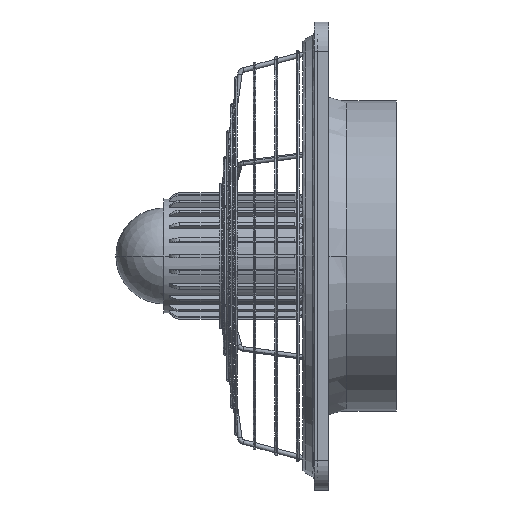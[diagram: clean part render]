
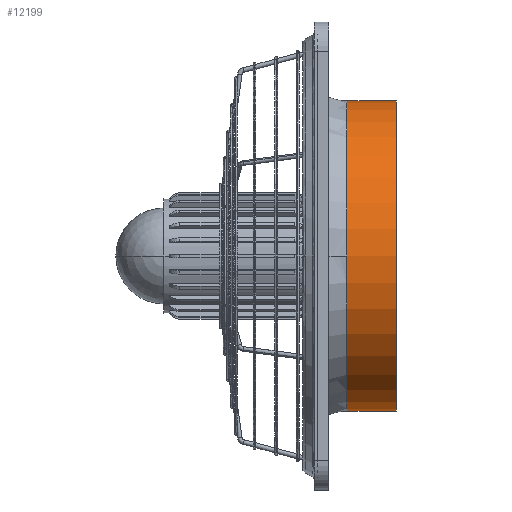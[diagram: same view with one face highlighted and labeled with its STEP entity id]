
A CAD part, front view. The second image highlights one B-rep face of the part: STEP entity #12199.
In plain terms, the highlighted cylindrical face has radius 132.5 mm (diameter 265 mm), a partial arc.
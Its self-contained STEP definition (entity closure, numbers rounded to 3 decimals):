
#869 = CARTESIAN_POINT ( 'NONE',  ( 63.1, -218.061, 0. ) ) ;
#2187 = CARTESIAN_POINT ( 'NONE',  ( 63.1, -85.561, -132.5 ) ) ;
#2358 = DIRECTION ( 'NONE',  ( 1., 0., 0. ) ) ;
#2519 = CARTESIAN_POINT ( 'NONE',  ( 63.1, -85.561, 132.5 ) ) ;
#3025 = CIRCLE ( 'NONE', #16139, 132.5 ) ;
#3534 = ORIENTED_EDGE ( 'NONE', *, *, #20600, .F. ) ;
#3712 = VERTEX_POINT ( 'NONE', #28524 ) ;
#4794 = CARTESIAN_POINT ( 'NONE',  ( 84.1, -85.561, -132.5 ) ) ;
#5064 = LINE ( 'NONE', #4794, #25678 ) ;
#5835 = DIRECTION ( 'NONE',  ( 1., 0., 0. ) ) ;
#6446 = DIRECTION ( 'NONE',  ( 0., 0., 1. ) ) ;
#7218 = VECTOR ( 'NONE', #2358, 1000. ) ;
#7487 = VERTEX_POINT ( 'NONE', #869 ) ;
#8294 = DIRECTION ( 'NONE',  ( 0., -1., 0. ) ) ;
#9544 = ORIENTED_EDGE ( 'NONE', *, *, #26895, .T. ) ;
#9569 = DIRECTION ( 'NONE',  ( 0., -1., 0. ) ) ;
#9648 = AXIS2_PLACEMENT_3D ( 'NONE', #20458, #11856, #9569 ) ;
#9715 = VERTEX_POINT ( 'NONE', #2519 ) ;
#10654 = ORIENTED_EDGE ( 'NONE', *, *, #15119, .T. ) ;
#11841 = EDGE_CURVE ( 'NONE', #7487, #17180, #27685, .T. ) ;
#11856 = DIRECTION ( 'NONE',  ( 1., 0., 0. ) ) ;
#12199 = ADVANCED_FACE ( 'NONE', ( #22862 ), #21145, .T. ) ;
#12512 = DIRECTION ( 'NONE',  ( 1., 0., 0. ) ) ;
#13789 = DIRECTION ( 'NONE',  ( 1., 0., 0. ) ) ;
#14143 = EDGE_CURVE ( 'NONE', #9715, #3712, #15128, .T. ) ;
#14644 = CARTESIAN_POINT ( 'NONE',  ( 63.1, -85.561, 0. ) ) ;
#14707 = DIRECTION ( 'NONE',  ( 1., 0., 0. ) ) ;
#14731 = AXIS2_PLACEMENT_3D ( 'NONE', #25710, #12512, #6446 ) ;
#15119 = EDGE_CURVE ( 'NONE', #17180, #16991, #5064, .T. ) ;
#15128 = LINE ( 'NONE', #22007, #7218 ) ;
#16139 = AXIS2_PLACEMENT_3D ( 'NONE', #23933, #14707, #19521 ) ;
#16991 = VERTEX_POINT ( 'NONE', #19669 ) ;
#17180 = VERTEX_POINT ( 'NONE', #2187 ) ;
#18905 = EDGE_LOOP ( 'NONE', ( #9544, #23044, #10654, #3534, #20494 ) ) ;
#19346 = AXIS2_PLACEMENT_3D ( 'NONE', #14644, #5835, #8294 ) ;
#19521 = DIRECTION ( 'NONE',  ( 0., 0., 1. ) ) ;
#19669 = CARTESIAN_POINT ( 'NONE',  ( 105.1, -85.561, -132.5 ) ) ;
#20458 = CARTESIAN_POINT ( 'NONE',  ( 63.1, -85.561, 0. ) ) ;
#20494 = ORIENTED_EDGE ( 'NONE', *, *, #14143, .F. ) ;
#20600 = EDGE_CURVE ( 'NONE', #3712, #16991, #3025, .T. ) ;
#21145 = CYLINDRICAL_SURFACE ( 'NONE', #14731, 132.5 ) ;
#22007 = CARTESIAN_POINT ( 'NONE',  ( 84.1, -85.561, 132.5 ) ) ;
#22862 = FACE_OUTER_BOUND ( 'NONE', #18905, .T. ) ;
#23044 = ORIENTED_EDGE ( 'NONE', *, *, #11841, .T. ) ;
#23933 = CARTESIAN_POINT ( 'NONE',  ( 105.1, -85.561, 0. ) ) ;
#24630 = CIRCLE ( 'NONE', #9648, 132.5 ) ;
#25678 = VECTOR ( 'NONE', #13789, 1000. ) ;
#25710 = CARTESIAN_POINT ( 'NONE',  ( 84.1, -85.561, 0. ) ) ;
#26895 = EDGE_CURVE ( 'NONE', #9715, #7487, #24630, .T. ) ;
#27685 = CIRCLE ( 'NONE', #19346, 132.5 ) ;
#28524 = CARTESIAN_POINT ( 'NONE',  ( 105.1, -85.561, 132.5 ) ) ;
